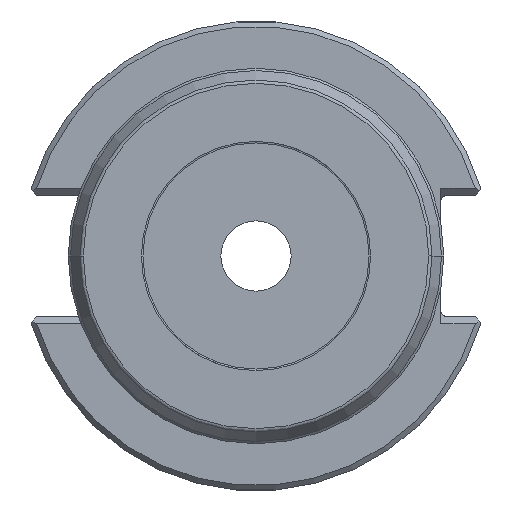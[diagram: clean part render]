
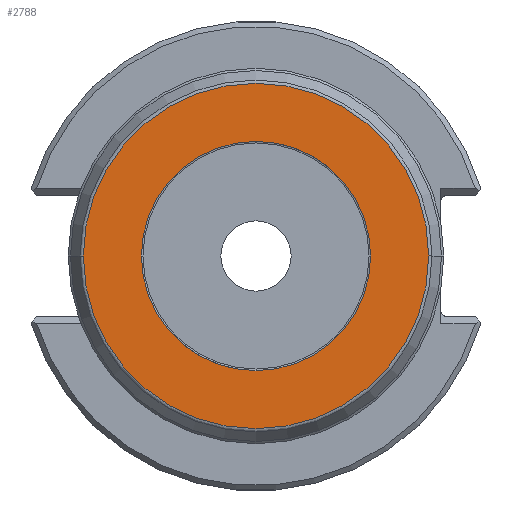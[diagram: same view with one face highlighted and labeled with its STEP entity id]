
A CAD part, front view. The second image highlights one B-rep face of the part: STEP entity #2788.
In plain terms, the highlighted planar face has unit normal (0, -1, 0).
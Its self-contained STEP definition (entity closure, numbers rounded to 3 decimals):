
#891=CARTESIAN_POINT('',(0.,-56.,0.));
#892=DIRECTION('',(0.,1.,0.));
#893=DIRECTION('',(0.,0.,-1.));
#894=AXIS2_PLACEMENT_3D('',#891,#892,#893);
#896=CARTESIAN_POINT('',(0.,-56.,0.));
#897=DIRECTION('',(0.,-1.,0.));
#898=DIRECTION('',(0.,0.,-1.));
#899=AXIS2_PLACEMENT_3D('',#896,#897,#898);
#906=CARTESIAN_POINT('',(0.,-56.,0.));
#907=DIRECTION('',(0.,1.,0.));
#908=DIRECTION('',(-1.,0.,0.));
#909=AXIS2_PLACEMENT_3D('',#906,#907,#908);
#939=CARTESIAN_POINT('',(0.,-56.,0.));
#940=DIRECTION('',(0.,1.,0.));
#941=DIRECTION('',(1.,0.,0.));
#942=AXIS2_PLACEMENT_3D('',#939,#940,#941);
#1645=CARTESIAN_POINT('',(-23.368,-56.,0.));
#1646=CARTESIAN_POINT('',(23.368,-56.,0.));
#1647=VERTEX_POINT('',#1645);
#1648=VERTEX_POINT('',#1646);
#1669=CARTESIAN_POINT('',(0.,-56.,-15.5));
#1670=CARTESIAN_POINT('',(0.,-56.,15.5));
#1671=VERTEX_POINT('',#1669);
#1672=VERTEX_POINT('',#1670);
#2773=CARTESIAN_POINT('',(0.,-56.,0.));
#2774=DIRECTION('',(0.,-1.,0.));
#2775=DIRECTION('',(0.707,0.,0.707));
#2776=AXIS2_PLACEMENT_3D('',#2773,#2774,#2775);
#2777=PLANE('',#2776);
#2779=ORIENTED_EDGE('',*,*,#2778,.T.);
#2781=ORIENTED_EDGE('',*,*,#2780,.T.);
#2782=EDGE_LOOP('',(#2779,#2781));
#2783=FACE_OUTER_BOUND('',#2782,.F.);
#2784=ORIENTED_EDGE('',*,*,#2753,.F.);
#2785=ORIENTED_EDGE('',*,*,#2728,.T.);
#2786=EDGE_LOOP('',(#2784,#2785));
#2787=FACE_BOUND('',#2786,.F.);
#2788=ADVANCED_FACE('',(#2783,#2787),#2777,.T.);
#895=CIRCLE('',#894,15.5);
#900=CIRCLE('',#899,15.5);
#910=CIRCLE('',#909,23.368);
#943=CIRCLE('',#942,23.368);
#2728=EDGE_CURVE('',#1671,#1672,#900,.T.);
#2753=EDGE_CURVE('',#1671,#1672,#895,.T.);
#2778=EDGE_CURVE('',#1647,#1648,#910,.T.);
#2780=EDGE_CURVE('',#1648,#1647,#943,.T.);
